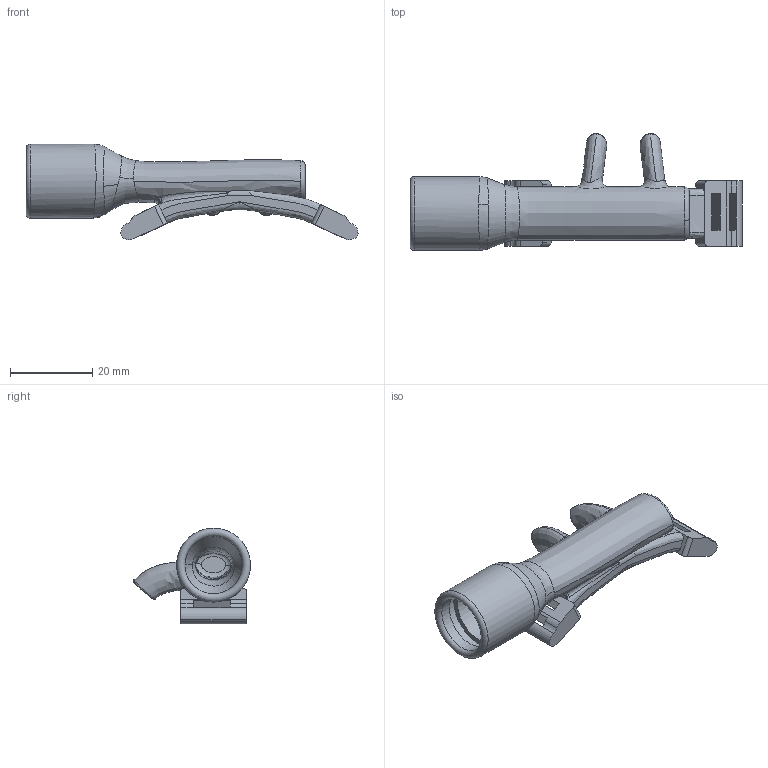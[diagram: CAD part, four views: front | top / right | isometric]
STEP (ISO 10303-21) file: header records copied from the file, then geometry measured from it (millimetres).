
FILE_DESCRIPTION(/* description */ ('STEP AP203'),/* implementation_level */ '2;1');
FILE_NAME(/* name */ 'Nasal Cannula.stp',/* time_stamp */ '2020-08-22T12:59:19-04:00',/* author */ ('ignac'),/* organization */ (''),/* preprocessor_version */ 'ST-DEVELOPER v18',/* originating_system */ 'Autodesk Inventor 2020',/* authorisation */ '');
FILE_SCHEMA (('AUTOMOTIVE_DESIGN { 1 0 10303 214 3 1 1 }'));
Length unit declared in the file: millimetre
Products named in the file (1): Nasal Canula
Bounding box: 80.9 x 28.49 x 23.29 mm (x, y, z)
Volume: 7617.4 mm3; surface area: 7874.8 mm2
Topology: 1 solids, 1 shells, 159 faces, 476 edges, 304 vertices
Faces by surface type: bspline 93, plane 44, cylinder 21, torus 1
Full cylindrical faces by diameter (mm): 14 x2, 16.516 x1, 18 x1
Entity records: 21423 total; most frequent: CARTESIAN_POINT 17800, ORIENTED_EDGE 938, DIRECTION 524, EDGE_CURVE 469, VERTEX_POINT 304, B_SPLINE_CURVE_WITH_KNOTS 214, AXIS2_PLACEMENT_3D 205, EDGE_LOOP 163
